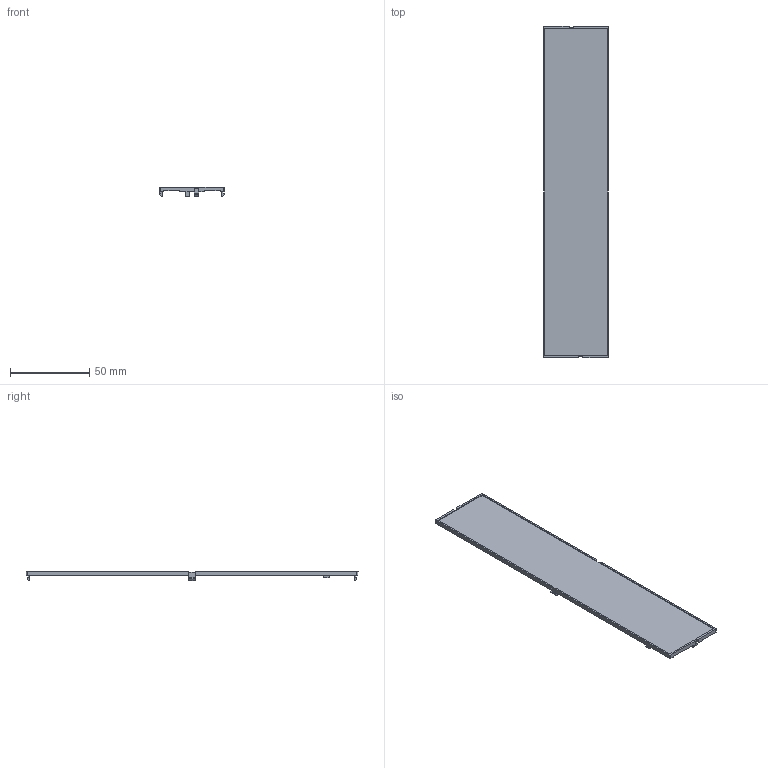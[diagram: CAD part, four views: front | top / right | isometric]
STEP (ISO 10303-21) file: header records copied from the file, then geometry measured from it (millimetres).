
FILE_DESCRIPTION (( 'STEP AP203' ), '1' );
FILE_NAME ('449-380-11.STEP', '2021-08-24T14:21:34', ( '' ), ( '' ), 'SwSTEP 2.0', 'SolidWorks 2018', '' );
FILE_SCHEMA (( 'CONFIG_CONTROL_DESIGN' ));
Length unit declared in the file: millimetre
Products named in the file (1): 449-380-11
Bounding box: 41.4 x 209.34 x 5.9 mm (x, y, z)
Volume: 15519.9 mm3; surface area: 19216.8 mm2
Topology: 1 solids, 1 shells, 99 faces, 281 edges, 184 vertices
Faces by surface type: plane 87, cylinder 8, cone 4
Entity records: 3228 total; most frequent: CARTESIAN_POINT 625, ORIENTED_EDGE 562, DIRECTION 473, EDGE_CURVE 281, VECTOR 249, LINE 249, VERTEX_POINT 184, AXIS2_PLACEMENT_3D 112
